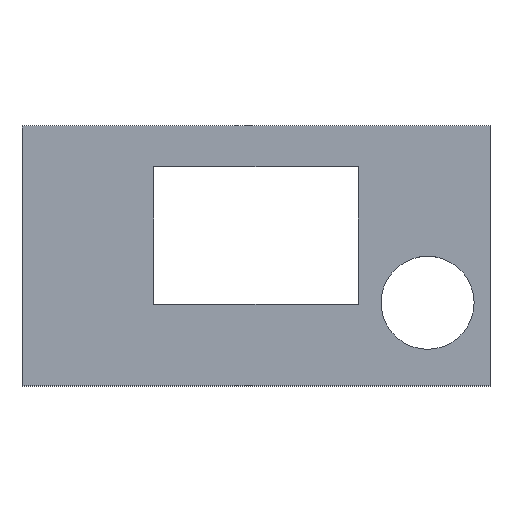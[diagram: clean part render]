
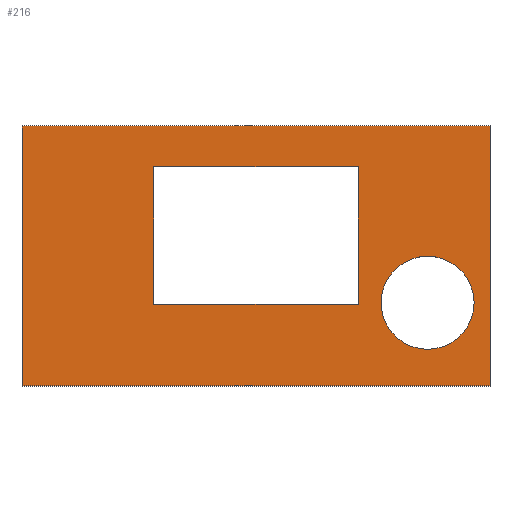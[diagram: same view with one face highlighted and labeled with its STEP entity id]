
A CAD part, top view. The second image highlights one B-rep face of the part: STEP entity #216.
In plain terms, the highlighted planar face has unit normal (0, 0, 1).
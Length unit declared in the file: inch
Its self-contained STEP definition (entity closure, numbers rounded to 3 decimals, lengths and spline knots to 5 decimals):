
#15=FACE_BOUND('',#50,.T.);
#16=FACE_BOUND('',#51,.T.);
#27=PLANE('',#243);
#38=FACE_OUTER_BOUND('',#49,.T.);
#49=EDGE_LOOP('',(#188,#189,#190,#191));
#50=EDGE_LOOP('',(#192,#193,#194,#195));
#51=EDGE_LOOP('',(#196));
#58=LINE('',#312,#83);
#61=LINE('',#318,#86);
#64=LINE('',#324,#89);
#67=LINE('',#328,#92);
#70=LINE('',#336,#95);
#73=LINE('',#342,#98);
#76=LINE('',#348,#101);
#79=LINE('',#352,#104);
#83=VECTOR('',#258,0.3937);
#86=VECTOR('',#263,0.3937);
#89=VECTOR('',#268,0.3937);
#92=VECTOR('',#273,0.3937);
#95=VECTOR('',#278,0.3937);
#98=VECTOR('',#283,0.3937);
#101=VECTOR('',#288,0.3937);
#104=VECTOR('',#293,0.3937);
#105=CIRCLE('',#233,0.44721);
#107=VERTEX_POINT('',#300);
#111=VERTEX_POINT('',#309);
#112=VERTEX_POINT('',#311);
#114=VERTEX_POINT('',#317);
#116=VERTEX_POINT('',#323);
#119=VERTEX_POINT('',#333);
#120=VERTEX_POINT('',#335);
#122=VERTEX_POINT('',#341);
#124=VERTEX_POINT('',#347);
#125=EDGE_CURVE('',#107,#107,#105,.T.);
#130=EDGE_CURVE('',#112,#111,#58,.T.);
#133=EDGE_CURVE('',#114,#112,#61,.T.);
#136=EDGE_CURVE('',#116,#114,#64,.T.);
#139=EDGE_CURVE('',#111,#116,#67,.T.);
#142=EDGE_CURVE('',#120,#119,#70,.T.);
#145=EDGE_CURVE('',#122,#120,#73,.T.);
#148=EDGE_CURVE('',#124,#122,#76,.T.);
#151=EDGE_CURVE('',#119,#124,#79,.T.);
#188=ORIENTED_EDGE('',*,*,#151,.T.);
#189=ORIENTED_EDGE('',*,*,#148,.T.);
#190=ORIENTED_EDGE('',*,*,#145,.T.);
#191=ORIENTED_EDGE('',*,*,#142,.T.);
#192=ORIENTED_EDGE('',*,*,#139,.T.);
#193=ORIENTED_EDGE('',*,*,#136,.T.);
#194=ORIENTED_EDGE('',*,*,#133,.T.);
#195=ORIENTED_EDGE('',*,*,#130,.T.);
#196=ORIENTED_EDGE('',*,*,#125,.T.);
#216=ADVANCED_FACE('',(#38,#15,#16),#27,.T.);
#233=AXIS2_PLACEMENT_3D('',#301,#249,#250);
#243=AXIS2_PLACEMENT_3D('',#353,#294,#295);
#249=DIRECTION('center_axis',(0.,0.,-1.));
#250=DIRECTION('ref_axis',(1.,0.,0.));
#258=DIRECTION('',(0.,-1.,0.));
#263=DIRECTION('',(1.,0.,0.));
#268=DIRECTION('',(0.,1.,0.));
#273=DIRECTION('',(-1.,0.,0.));
#278=DIRECTION('',(0.,-1.,0.));
#283=DIRECTION('',(-1.,0.,0.));
#288=DIRECTION('',(0.,1.,0.));
#293=DIRECTION('',(1.,0.,0.));
#294=DIRECTION('center_axis',(0.,0.,1.));
#295=DIRECTION('ref_axis',(1.,0.,0.));
#300=CARTESIAN_POINT('',(3.45279,0.8,0.07874));
#301=CARTESIAN_POINT('Origin',(3.9,0.8,0.07874));
#309=CARTESIAN_POINT('',(3.23425,0.7874,0.07874));
#311=CARTESIAN_POINT('',(3.23425,2.1063,0.07874));
#312=CARTESIAN_POINT('',(3.23425,2.1063,0.07874));
#317=CARTESIAN_POINT('',(1.26575,2.1063,0.07874));
#318=CARTESIAN_POINT('',(1.26575,2.1063,0.07874));
#323=CARTESIAN_POINT('',(1.26575,0.7874,0.07874));
#324=CARTESIAN_POINT('',(1.26575,0.7874,0.07874));
#328=CARTESIAN_POINT('',(2.25,0.7874,0.07874));
#333=CARTESIAN_POINT('',(0.,0.,0.07874));
#335=CARTESIAN_POINT('',(0.,2.5,0.07874));
#336=CARTESIAN_POINT('',(0.,0.,0.07874));
#341=CARTESIAN_POINT('',(4.5,2.5,0.07874));
#342=CARTESIAN_POINT('',(0.,2.5,0.07874));
#347=CARTESIAN_POINT('',(4.5,0.,0.07874));
#348=CARTESIAN_POINT('',(4.5,0.,0.07874));
#352=CARTESIAN_POINT('',(0.,0.,0.07874));
#353=CARTESIAN_POINT('Origin',(2.25,1.25,0.07874));
